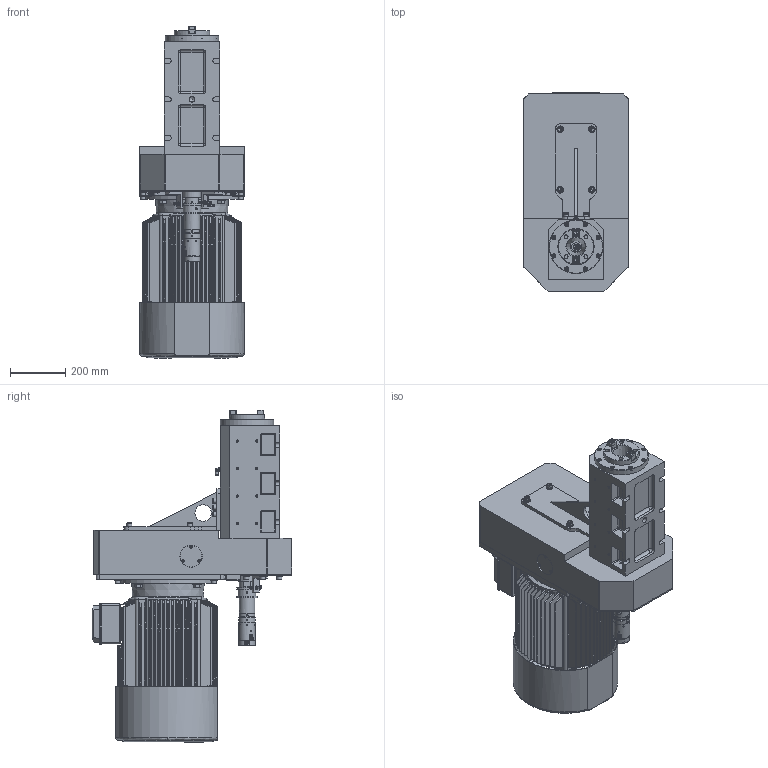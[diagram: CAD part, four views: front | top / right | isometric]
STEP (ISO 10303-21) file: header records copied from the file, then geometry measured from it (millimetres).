
FILE_DESCRIPTION(/* description */ ('Unknown'),/* implementation_level */ '2;1');
FILE_NAME(/* name */ 'CG.50-AH',/* time_stamp */ '2024-11-20T11:39:14+01:00',/* author */ ('Unknown'),/* organization */ ('Unknown'),/* preprocessor_version */ 'ST-DEVELOPER v19.4',/* originating_system */ 'Solid Edge',/* authorisation */ 'Unknown');
FILE_SCHEMA (('AUTOMOTIVE_DESIGN {1 0 10303 214 3 1 1}'));
Products named in the file (1): CG.50-AH
Bounding box: 380 x 725.06 x 1206.5 mm (x, y, z)
Surface area: 4758917 mm2 (no closed solid volume)
Topology: 0 solids, 278 shells, 1964 faces, 8022 edges, 6161 vertices
Faces by surface type: plane 1013, cylinder 582, cone 241, torus 66, sphere 33, bspline 29
Full cylindrical faces by diameter (mm): 4 x4, 4.134 x12, 4.2 x1, 5 x11, 5.8 x3, 6.2 x1, 6.5 x6, 6.9 x3, 8 x6, 8.376 x16, 8.5 x6, 10 x11, 10.106 x8, 11 x9, 11.5 x1, 12 x9, 12.8 x1, 13 x10, 13.835 x4, 14 x6, 14.2 x2, 15 x8, 18 x22, 18.5 x1, 19 x2, 19.2 x1, 20 x5, 24 x20, 30 x4, 38.5 x2
Entity records: 97021 total; most frequent: CARTESIAN_POINT 31437, DIRECTION 11529, ORIENTED_EDGE 10940, EDGE_CURVE 7462, VERTEX_POINT 6102, AXIS2_PLACEMENT_3D 4038, LINE 3453, VECTOR 3453
